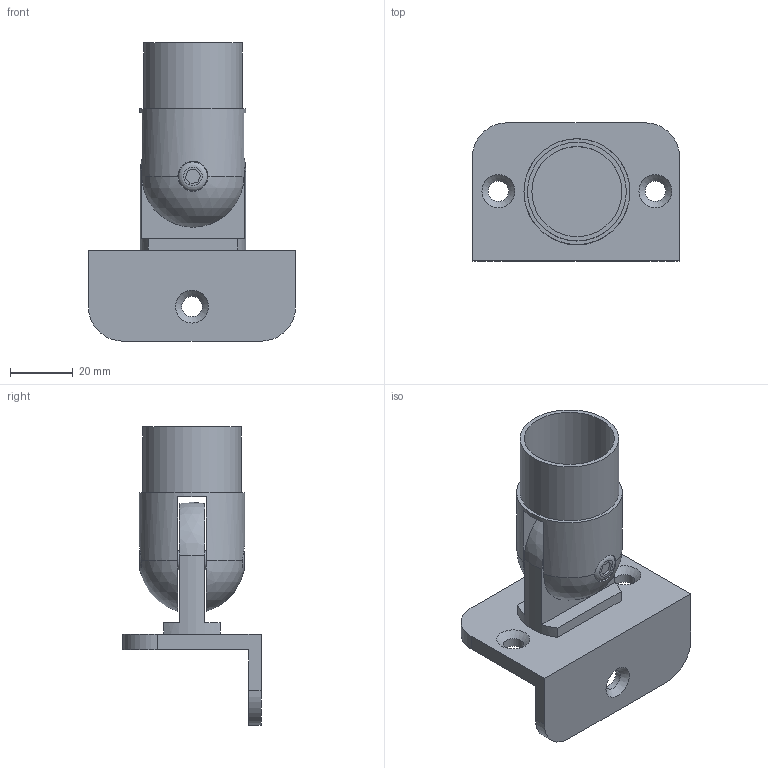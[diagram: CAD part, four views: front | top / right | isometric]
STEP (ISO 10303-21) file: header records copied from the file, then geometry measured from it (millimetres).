
FILE_DESCRIPTION(/* description */ (''),/* implementation_level */ '2;1');
FILE_NAME(/* name */ 'Stecksysteme_X53.stp',/* time_stamp */ '2017-07-27T22:49:27+02:00',/* author */ (''),/* organization */ (''),/* preprocessor_version */ 'ST-DEVELOPER v16',/* originating_system */ 'SIEMENS PLM Software NX 11.0',/* authorisation */ '');
FILE_SCHEMA (('AUTOMOTIVE_DESIGN { 1 0 10303 214 3 1 1 1 }'));
Length unit declared in the file: millimetre
Products named in the file (1): Goge2304B54Ernyc
Bounding box: 66 x 44 x 95 mm (x, y, z)
Volume: 53068 mm3; surface area: 23796 mm2
Topology: 2 solids, 2 shells, 61 faces, 151 edges, 100 vertices
Faces by surface type: plane 38, cylinder 15, sphere 3, cone 3, torus 2
Full cylindrical faces by diameter (mm): 6 x1, 6.5 x3, 9.561 x2, 28.7 x1, 31.466 x1, 33.7 x1
Entity records: 1805 total; most frequent: CARTESIAN_POINT 352, DIRECTION 302, ORIENTED_EDGE 260, EDGE_CURVE 130, AXIS2_PLACEMENT_3D 112, VERTEX_POINT 94, EDGE_LOOP 90, LINE 78
